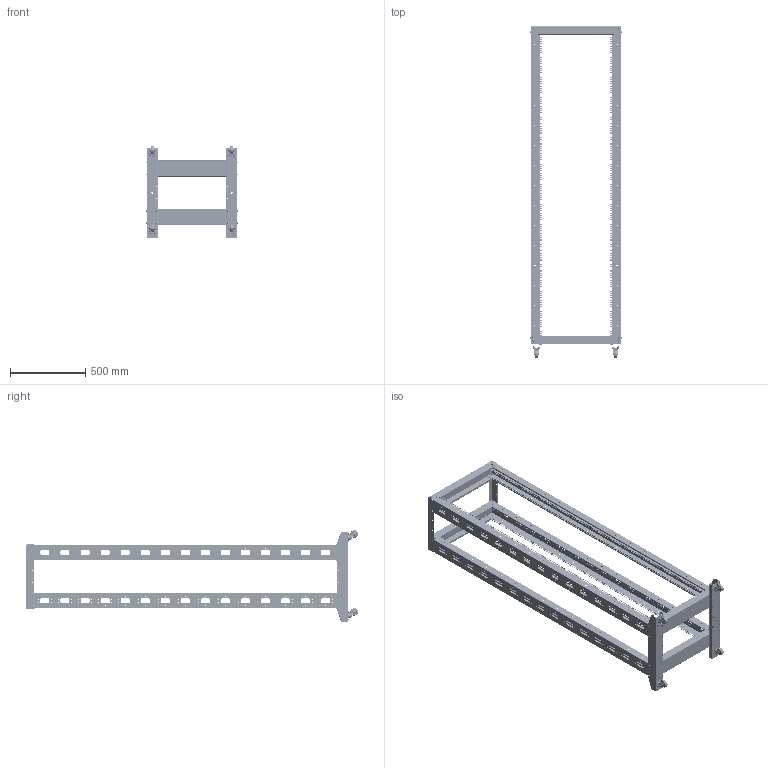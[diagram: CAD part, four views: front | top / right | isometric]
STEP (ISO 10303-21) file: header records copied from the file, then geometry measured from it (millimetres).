
FILE_DESCRIPTION (( 'STEP AP214' ), '1' );
FILE_NAME ('00406971_3D.STEP', '2022-02-28T18:12:47', ( '' ), ( '' ), 'SwSTEP 2.0', 'SolidWorks 2021', '' );
FILE_SCHEMA (( 'AUTOMOTIVE_DESIGN' ));
Length unit declared in the file: inch
Products named in the file (14): Copy of ASM0001_ASM^00406971; Copy of HHL^Copy of ASM0001_ASM_00406971; Copy of AA^Copy of ASM0001_ASM_00406971; Copy of M6_16^Copy of LL_ASM_00406971; Copy of DIZUO_ASM^00406971; 00406971_3D; Copy of DI^Copy of DIZUO_ASM_00406971; Copy of HLZJ^Copy of 42UKUANG_ASM_1_00406971; Copy of LL_ASM^00406971; Copy of 986^00406971; Copy of GB_T6177_1M6^Copy of ASM0001_ASM_00406971; Copy of 42UKUANG_ASM_1^00406971; Copy of GB_T6177_1M6^Copy of LL_ASM_00406971; Copy of ZZ^Copy of 42UKUANG_ASM_1_00406971
Assembly tree (82 placements, depth 3):
  00406971_3D
    Copy of DIZUO_ASM^00406971  x2
      Copy of DI^Copy of DIZUO_ASM_00406971
    Copy of 42UKUANG_ASM_1^00406971  x2
      Copy of ZZ^Copy of 42UKUANG_ASM_1_00406971
      Copy of HLZJ^Copy of 42UKUANG_ASM_1_00406971
    Copy of 986^00406971  x2
    Copy of ASM0001_ASM^00406971  x4
      Copy of HHL^Copy of ASM0001_ASM_00406971
      Copy of AA^Copy of ASM0001_ASM_00406971
      Copy of GB_T6177_1M6^Copy of ASM0001_ASM_00406971
    Copy of LL_ASM^00406971  x56
      Copy of M6_16^Copy of LL_ASM_00406971
      Copy of GB_T6177_1M6^Copy of LL_ASM_00406971
Bounding box: 608.38 x 2206.85 x 608.47 mm (x, y, z)
Volume: 4784301.3 mm3; surface area: 5752309.4 mm2
Topology: 160 solids, 160 shells, 15438 faces, 47670 edges, 32880 vertices
Faces by surface type: plane 7532, cylinder 5330, cone 1368, bspline 1200, torus 8
Entity records: 87803 total; most frequent: CARTESIAN_POINT 22562, ORIENTED_EDGE 13760, DIRECTION 12495, EDGE_CURVE 6880, LINE 4993, VECTOR 4993, VERTEX_POINT 4615, AXIS2_PLACEMENT_3D 3751
